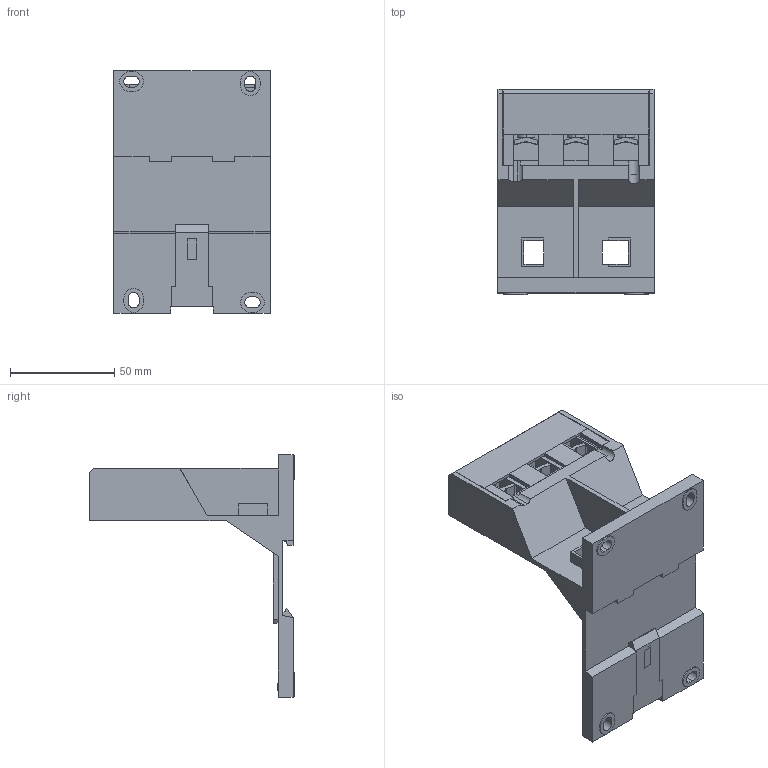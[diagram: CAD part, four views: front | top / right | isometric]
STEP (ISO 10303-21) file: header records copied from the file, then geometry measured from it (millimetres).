
FILE_DESCRIPTION (( 'STEP AP203' ), '1' );
FILE_NAME ('BF117-3D.step', '2023-01-18T17:28:45', ( '' ), ( '' ), 'SwSTEP 2.0', 'SolidWorks 2021', '' );
FILE_SCHEMA (( 'CONFIG_CONTROL_DESIGN' ));
Length unit declared in the file: inch
Products named in the file (1): BF117-3D
Bounding box: 75.02 x 98.3 x 116.38 mm (x, y, z)
Volume: 128233.3 mm3; surface area: 73869.2 mm2
Topology: 12 solids, 12 shells, 605 faces, 1657 edges, 1080 vertices
Faces by surface type: plane 459, cylinder 114, cone 32
Entity records: 19047 total; most frequent: CARTESIAN_POINT 3414, ORIENTED_EDGE 3314, DIRECTION 3091, EDGE_CURVE 1657, LINE 1377, VECTOR 1377, VERTEX_POINT 1080, AXIS2_PLACEMENT_3D 857
